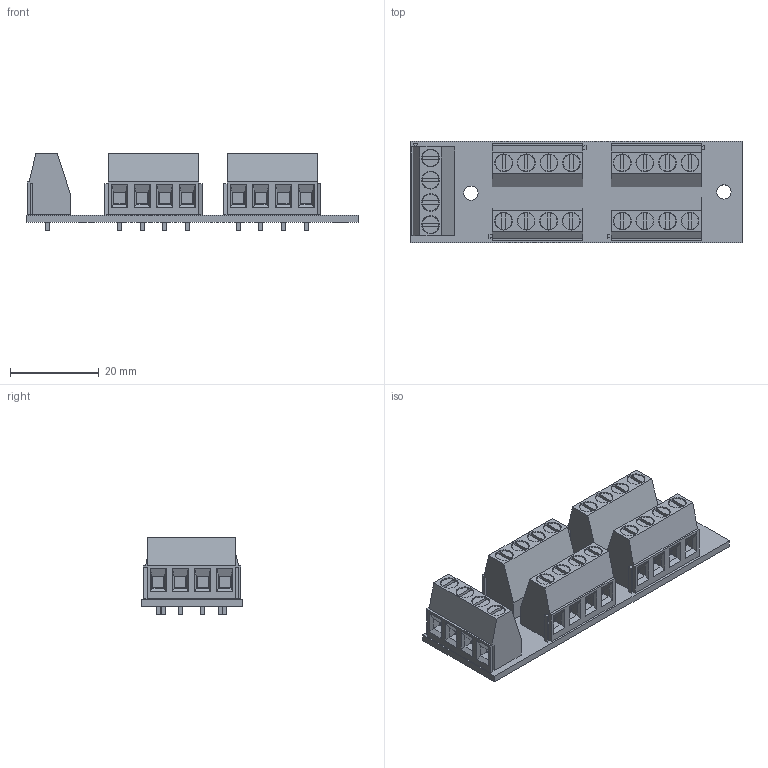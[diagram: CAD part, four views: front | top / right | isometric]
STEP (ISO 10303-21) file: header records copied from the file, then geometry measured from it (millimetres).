
FILE_DESCRIPTION(('KiCad electronic assembly'),'2;1');
FILE_NAME('can_expansion_hub.step','2023-04-21T18:35:02',('Pcbnew'),( 'Kicad'),'Open CASCADE STEP processor 7.6','KiCad to STEP converter' ,'Unknown');
FILE_SCHEMA(('AUTOMOTIVE_DESIGN { 1 0 10303 214 1 1 1 1 }'));
Length unit declared in the file: millimetre
Products named in the file (6): can_expansion_hub 1; TerminalBlock_Phoenix_MKDS-1,5-4-5.08_1x04_P5.08mm_Horizontal; SOLID; TerminalBlock_Phoenix_MKDS-1,5-4_1x04_P5.00mm_Horizontal; PCB
Assembly tree (8 placements, depth 3):
  can_expansion_hub 1
    TerminalBlock_Phoenix_MKDS-1,5-4-5.08_1x04_P5.08mm_Horizontal  x4
      SOLID
    TerminalBlock_Phoenix_MKDS-1,5-4_1x04_P5.00mm_Horizontal
      SOLID
    PCB
Bounding box: 74.68 x 22.86 x 17.3 mm (x, y, z)
Volume: 12761.8 mm3; surface area: 16060.6 mm2
Topology: 6 solids, 6 shells, 833 faces, 2103 edges, 1322 vertices
Faces by surface type: plane 691, bspline 80, cylinder 62
Full cylindrical faces by diameter (mm): 1.52 x20, 3.2 x2, 3.8 x20, 4 x20
Entity records: 24525 total; most frequent: CARTESIAN_POINT 4215, DIRECTION 3326, LINE 2128, VECTOR 2128, ORIENTED_EDGE 1776, PCURVE 1776, DEFINITIONAL_REPRESENTATION 1776, EDGE_CURVE 888
